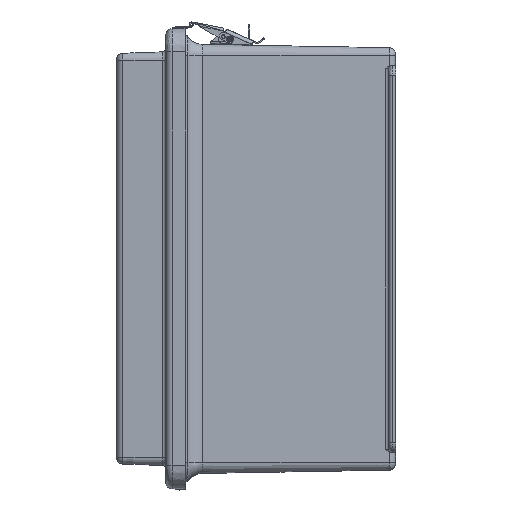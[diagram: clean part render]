
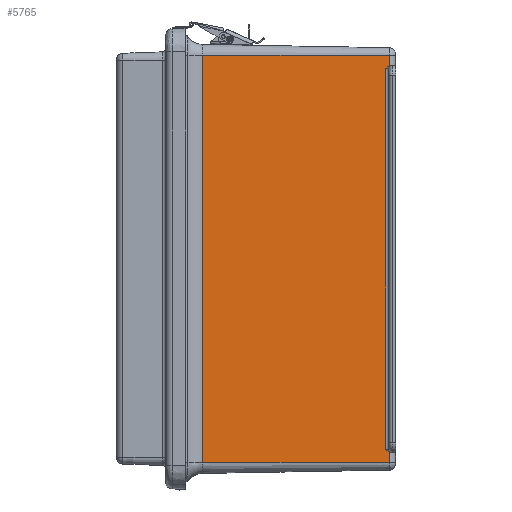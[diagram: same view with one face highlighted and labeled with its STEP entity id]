
A CAD part, left-side view. The second image highlights one B-rep face of the part: STEP entity #5765.
In plain terms, the highlighted face is planar.
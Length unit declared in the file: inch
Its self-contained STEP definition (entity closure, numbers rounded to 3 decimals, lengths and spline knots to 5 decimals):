
#52 = CARTESIAN_POINT ( 'NONE',  ( 10.04412, -7.27844, 8.21476 ) ) ;
#452 = CARTESIAN_POINT ( 'NONE',  ( 10.04273, -7.34325, 8.29437 ) ) ;
#717 = DIRECTION ( 'NONE',  ( 0.017, 0., -1. ) ) ;
#2427 = VERTEX_POINT ( 'NONE', #34864 ) ;
#2533 = CARTESIAN_POINT ( 'NONE',  ( 10.04423, 7.27236, 8.20842 ) ) ;
#3364 = ORIENTED_EDGE ( 'NONE', *, *, #29104, .T. ) ;
#3430 = VERTEX_POINT ( 'NONE', #22640 ) ;
#3475 = CARTESIAN_POINT ( 'NONE',  ( 10.16606, -7.74998, 1.22854 ) ) ;
#3907 = CARTESIAN_POINT ( 'NONE',  ( 10.18745, 7.74998, 0.00327 ) ) ;
#3910 = PLANE ( 'NONE',  #21285 ) ;
#3933 = VERTEX_POINT ( 'NONE', #29582 ) ;
#4151 = EDGE_CURVE ( 'NONE', #17779, #34443, #5188, .T. ) ;
#5188 = B_SPLINE_CURVE_WITH_KNOTS ( 'NONE', 3,
 ( #39551, #24509, #21109, #27317, #36537, #30736, #33773, #30317, #52, #15123, #33563, #9109, #6496, #33375, #36730, #18703, #39362, #18119, #36353, #27695, #5900, #452, #30924 ),
 .UNSPECIFIED., .F., .F.,
 ( 4, 1, 1, 1, 1, 1, 1, 2, 2, 1, 1, 1, 1, 1, 2, 2, 4 ),
 ( 0., 0.125, 0.1875, 0.21875, 0.23437, 0.24219, 0.24609, 0.24805, 0.25, 0.375, 0.4375, 0.46875, 0.48437, 0.49219, 0.49609, 0.5, 1. ),
 .UNSPECIFIED. ) ;
#5569 = CARTESIAN_POINT ( 'NONE',  ( 10.04411, 7.27869, 8.21501 ) ) ;
#5753 = CARTESIAN_POINT ( 'NONE',  ( 10.04234, 7.35394, 8.31686 ) ) ;
#5765 = ADVANCED_FACE ( 'NONE', ( #37416 ), #3910, .T. ) ;
#5822 = ORIENTED_EDGE ( 'NONE', *, *, #8256, .T. ) ;
#5900 = CARTESIAN_POINT ( 'NONE',  ( 10.04314, -7.32786, 8.27114 ) ) ;
#5983 = DIRECTION ( 'NONE',  ( 0., 1., 0. ) ) ;
#6496 = CARTESIAN_POINT ( 'NONE',  ( 10.04387, -7.29215, 8.22928 ) ) ;
#6582 = EDGE_LOOP ( 'NONE', ( #3364, #37228, #26061, #5822, #26450, #18199, #36409, #18037 ) ) ;
#7560 = DIRECTION ( 'NONE',  ( 0., -1., 0. ) ) ;
#8169 = CARTESIAN_POINT ( 'NONE',  ( 10.04354, 7.30839, 8.24792 ) ) ;
#8256 = EDGE_CURVE ( 'NONE', #3933, #26106, #37194, .T. ) ;
#8372 = CARTESIAN_POINT ( 'NONE',  ( 10.04403, 7.2835, 8.22006 ) ) ;
#8562 = CARTESIAN_POINT ( 'NONE',  ( 10.04411, 7.27882, 8.21515 ) ) ;
#9109 = CARTESIAN_POINT ( 'NONE',  ( 10.04401, -7.28428, 8.22084 ) ) ;
#11386 = CARTESIAN_POINT ( 'NONE',  ( 10.04394, 7.28818, 8.22504 ) ) ;
#11584 = CARTESIAN_POINT ( 'NONE',  ( 10.04353, 7.30886, 8.24848 ) ) ;
#12341 = CARTESIAN_POINT ( 'NONE',  ( 10.04463, 7.2494, 8.18532 ) ) ;
#13134 = VECTOR ( 'NONE', #5983, 39.37008 ) ;
#13329 = VECTOR ( 'NONE', #717, 39.37008 ) ;
#13755 = CARTESIAN_POINT ( 'NONE',  ( 10.04463, -7.2494, 8.18532 ) ) ;
#14076 = LINE ( 'NONE', #23685, #20940 ) ;
#14780 = CARTESIAN_POINT ( 'NONE',  ( 10.04407, 7.28109, 8.21752 ) ) ;
#14855 = VECTOR ( 'NONE', #7560, 39.37008 ) ;
#15123 = CARTESIAN_POINT ( 'NONE',  ( 10.04412, -7.27854, 8.21486 ) ) ;
#15855 = EDGE_CURVE ( 'NONE', #2427, #3430, #26724, .T. ) ;
#16539 = EDGE_CURVE ( 'NONE', #26106, #30635, #39261, .T. ) ;
#17433 = CARTESIAN_POINT ( 'NONE',  ( 10.16606, 7.74998, 1.22854 ) ) ;
#17779 = VERTEX_POINT ( 'NONE', #13755 ) ;
#18037 = ORIENTED_EDGE ( 'NONE', *, *, #38811, .T. ) ;
#18119 = CARTESIAN_POINT ( 'NONE',  ( 10.04356, -7.30726, 8.24656 ) ) ;
#18199 = ORIENTED_EDGE ( 'NONE', *, *, #24707, .F. ) ;
#18703 = CARTESIAN_POINT ( 'NONE',  ( 10.04359, -7.30597, 8.24503 ) ) ;
#18739 = EDGE_CURVE ( 'NONE', #3933, #34443, #14076, .T. ) ;
#18816 = VECTOR ( 'NONE', #30723, 39.37008 ) ;
#20187 = CARTESIAN_POINT ( 'NONE',  ( 10.04283, 7.33882, 8.28848 ) ) ;
#20372 = DIRECTION ( 'NONE',  ( 1., 0., 0.017 ) ) ;
#20389 = CARTESIAN_POINT ( 'NONE',  ( 10.04355, 7.30808, 8.24754 ) ) ;
#20574 = CARTESIAN_POINT ( 'NONE',  ( 10.04409, 7.27987, 8.21625 ) ) ;
#20940 = VECTOR ( 'NONE', #33302, 39.37008 ) ;
#20951 = CARTESIAN_POINT ( 'NONE',  ( 10.0444, 7.26261, 8.19854 ) ) ;
#21109 = CARTESIAN_POINT ( 'NONE',  ( 10.04437, -7.26461, 8.20058 ) ) ;
#21285 = AXIS2_PLACEMENT_3D ( 'NONE', #35641, #20372, #29556 ) ;
#22640 = CARTESIAN_POINT ( 'NONE',  ( 10.04234, 7.74998, 8.31686 ) ) ;
#23610 = CARTESIAN_POINT ( 'NONE',  ( 10.04351, 7.30995, 8.24979 ) ) ;
#23685 = CARTESIAN_POINT ( 'NONE',  ( 10.04234, 3.87499, 8.31686 ) ) ;
#23802 = CARTESIAN_POINT ( 'NONE',  ( 10.04364, 7.30371, 8.24232 ) ) ;
#24509 = CARTESIAN_POINT ( 'NONE',  ( 10.04452, -7.256, 8.19192 ) ) ;
#24595 = B_SPLINE_CURVE_WITH_KNOTS ( 'NONE', 3,
 ( #5753, #36024, #20187, #38838, #32433, #39034, #23610, #11584, #8169, #20389, #29575, #23802, #30167, #11386, #8372, #14780, #20574, #29976, #32835, #8562, #5569, #2533, #20951, #12341 ),
 .UNSPECIFIED., .F., .F.,
 ( 4, 1, 1, 1, 1, 1, 1, 2, 2, 1, 1, 1, 1, 1, 1, 2, 2, 4 ),
 ( 0., 0.25, 0.375, 0.4375, 0.46875, 0.48438, 0.49219, 0.49609, 0.5, 0.625, 0.6875, 0.71875, 0.73438, 0.74219, 0.74609, 0.74805, 0.75, 1. ),
 .UNSPECIFIED. ) ;
#24704 = CARTESIAN_POINT ( 'NONE',  ( 10.04234, 3.87499, 8.31686 ) ) ;
#24707 = EDGE_CURVE ( 'NONE', #3430, #30635, #36804, .T. ) ;
#26061 = ORIENTED_EDGE ( 'NONE', *, *, #18739, .F. ) ;
#26106 = VERTEX_POINT ( 'NONE', #3475 ) ;
#26450 = ORIENTED_EDGE ( 'NONE', *, *, #16539, .T. ) ;
#26724 = LINE ( 'NONE', #24704, #18816 ) ;
#27317 = CARTESIAN_POINT ( 'NONE',  ( 10.04423, -7.27238, 8.2085 ) ) ;
#27695 = CARTESIAN_POINT ( 'NONE',  ( 10.04356, -7.30761, 8.24698 ) ) ;
#27793 = CARTESIAN_POINT ( 'NONE',  ( 10.04234, -7.35394, 8.31686 ) ) ;
#29104 = EDGE_CURVE ( 'NONE', #30611, #17779, #35439, .T. ) ;
#29556 = DIRECTION ( 'NONE',  ( 0.017, 0., -1. ) ) ;
#29575 = CARTESIAN_POINT ( 'NONE',  ( 10.04355, 7.30789, 8.24732 ) ) ;
#29582 = CARTESIAN_POINT ( 'NONE',  ( 10.04234, -7.74998, 8.31686 ) ) ;
#29976 = CARTESIAN_POINT ( 'NONE',  ( 10.0441, 7.27926, 8.21561 ) ) ;
#30167 = CARTESIAN_POINT ( 'NONE',  ( 10.04377, 7.29702, 8.23466 ) ) ;
#30317 = CARTESIAN_POINT ( 'NONE',  ( 10.04412, -7.27829, 8.2146 ) ) ;
#30611 = VERTEX_POINT ( 'NONE', #37745 ) ;
#30635 = VERTEX_POINT ( 'NONE', #31723 ) ;
#30723 = DIRECTION ( 'NONE',  ( 0., 1., 0. ) ) ;
#30736 = CARTESIAN_POINT ( 'NONE',  ( 10.04414, -7.27722, 8.21348 ) ) ;
#30924 = CARTESIAN_POINT ( 'NONE',  ( 10.04234, -7.35394, 8.31686 ) ) ;
#31723 = CARTESIAN_POINT ( 'NONE',  ( 10.16606, 7.74998, 1.22854 ) ) ;
#32409 = CARTESIAN_POINT ( 'NONE',  ( 10.04463, 7.74998, 8.18532 ) ) ;
#32433 = CARTESIAN_POINT ( 'NONE',  ( 10.04337, 7.3163, 8.25762 ) ) ;
#32835 = CARTESIAN_POINT ( 'NONE',  ( 10.04411, 7.27899, 8.21533 ) ) ;
#33302 = DIRECTION ( 'NONE',  ( 0., 1., 0. ) ) ;
#33375 = CARTESIAN_POINT ( 'NONE',  ( 10.04371, -7.3003, 8.23845 ) ) ;
#33563 = CARTESIAN_POINT ( 'NONE',  ( 10.04412, -7.27855, 8.21487 ) ) ;
#33773 = CARTESIAN_POINT ( 'NONE',  ( 10.04413, -7.27794, 8.21423 ) ) ;
#34021 = CARTESIAN_POINT ( 'NONE',  ( 10.18745, -7.74998, 0.00327 ) ) ;
#34443 = VERTEX_POINT ( 'NONE', #27793 ) ;
#34864 = CARTESIAN_POINT ( 'NONE',  ( 10.04234, 7.35394, 8.31686 ) ) ;
#35339 = VECTOR ( 'NONE', #36786, 39.37008 ) ;
#35439 = LINE ( 'NONE', #32409, #14855 ) ;
#35641 = CARTESIAN_POINT ( 'NONE',  ( 10.18745, 7.74998, 0.00327 ) ) ;
#36024 = CARTESIAN_POINT ( 'NONE',  ( 10.04253, 7.3486, 8.30562 ) ) ;
#36353 = CARTESIAN_POINT ( 'NONE',  ( 10.04356, -7.30751, 8.24686 ) ) ;
#36409 = ORIENTED_EDGE ( 'NONE', *, *, #15855, .F. ) ;
#36537 = CARTESIAN_POINT ( 'NONE',  ( 10.04417, -7.2757, 8.21191 ) ) ;
#36730 = CARTESIAN_POINT ( 'NONE',  ( 10.04363, -7.30412, 8.24286 ) ) ;
#36786 = DIRECTION ( 'NONE',  ( 0.017, 0., -1. ) ) ;
#36804 = LINE ( 'NONE', #3907, #13329 ) ;
#37194 = LINE ( 'NONE', #34021, #35339 ) ;
#37228 = ORIENTED_EDGE ( 'NONE', *, *, #4151, .T. ) ;
#37416 = FACE_OUTER_BOUND ( 'NONE', #6582, .T. ) ;
#37745 = CARTESIAN_POINT ( 'NONE',  ( 10.04463, 7.2494, 8.18532 ) ) ;
#38811 = EDGE_CURVE ( 'NONE', #2427, #30611, #24595, .T. ) ;
#38838 = CARTESIAN_POINT ( 'NONE',  ( 10.04319, 7.32432, 8.26799 ) ) ;
#39034 = CARTESIAN_POINT ( 'NONE',  ( 10.04346, 7.3121, 8.2524 ) ) ;
#39261 = LINE ( 'NONE', #17433, #13134 ) ;
#39362 = CARTESIAN_POINT ( 'NONE',  ( 10.04357, -7.30687, 8.2461 ) ) ;
#39551 = CARTESIAN_POINT ( 'NONE',  ( 10.04463, -7.2494, 8.18532 ) ) ;
